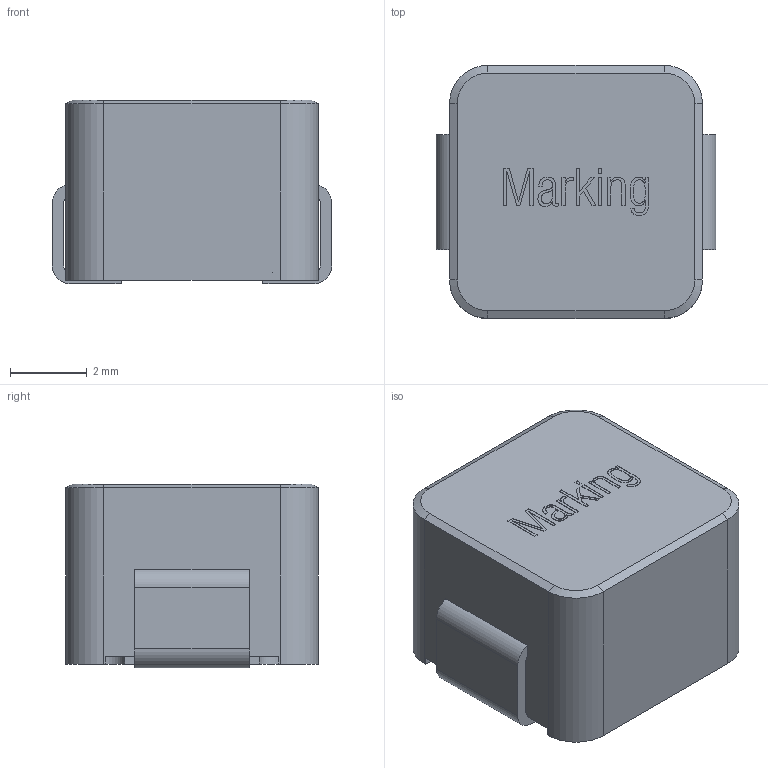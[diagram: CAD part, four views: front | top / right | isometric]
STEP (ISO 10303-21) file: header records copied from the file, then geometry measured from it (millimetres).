
FILE_DESCRIPTION(('FreeCAD Model'),'2;1');
FILE_NAME('Assem1_sp.step','2020-01-20T20:38:58' ,('kicad StepUp'),('ksu MCAD'),'Open CASCADE STEP processor 7.3', 'FreeCAD','Unknown');
FILE_SCHEMA(('AUTOMOTIVE_DESIGN { 1 0 10303 214 1 1 1 1 }'));
Length unit declared in the file: millimetre
Products named in the file (1): Assem1_sp
Bounding box: 7.3 x 6.6 x 4.8 mm (x, y, z)
Volume: 202.7 mm3; surface area: 235.3 mm2
Topology: 1 solids, 1 shells, 131 faces, 359 edges, 238 vertices
Faces by surface type: plane 99, cylinder 16, extrusion 12, cone 4
Entity records: 5311 total; most frequent: CARTESIAN_POINT 1290, ORIENTED_EDGE 718, DIRECTION 504, EDGE_CURVE 359, VERTEX_POINT 238, VECTOR 192, LINE 180, AXIS2_PLACEMENT_3D 156
